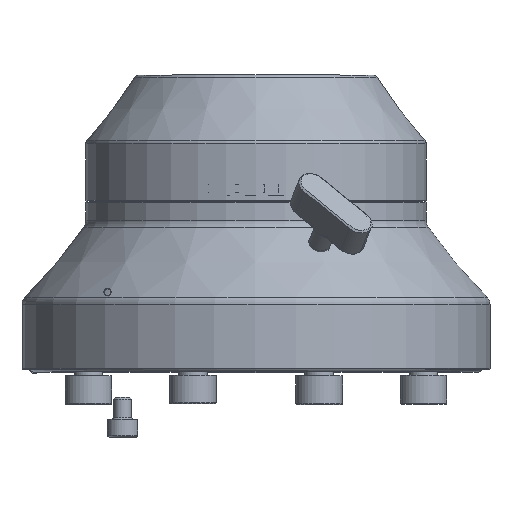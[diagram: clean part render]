
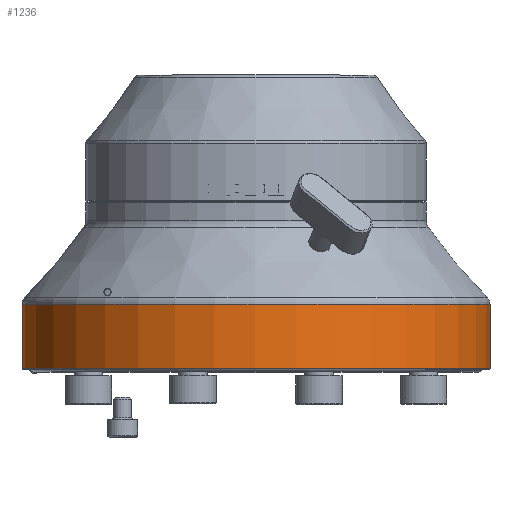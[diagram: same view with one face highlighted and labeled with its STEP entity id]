
A CAD part, top view. The second image highlights one B-rep face of the part: STEP entity #1236.
In plain terms, the highlighted cylindrical face has radius 65 mm (diameter 130 mm), a full revolution.
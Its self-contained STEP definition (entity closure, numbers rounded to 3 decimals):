
#430 = DIRECTION ( 'NONE',  ( 0., -1., 0. ) ) ;
#449 = DIRECTION ( 'NONE',  ( 0., 1., 0. ) ) ;
#818 = EDGE_CURVE ( 'NONE', #2006, #2006, #2905, .T. ) ;
#1140 = AXIS2_PLACEMENT_3D ( 'NONE', #8966, #9685, #3440 ) ;
#1236 = ADVANCED_FACE ( 'NONE', ( #4529, #6801 ), #2105, .T. ) ;
#1296 = DIRECTION ( 'NONE',  ( 0., 0., -1. ) ) ;
#1591 = CARTESIAN_POINT ( 'NONE',  ( 0., 0.2, -65. ) ) ;
#1762 = EDGE_LOOP ( 'NONE', ( #9197 ) ) ;
#2006 = VERTEX_POINT ( 'NONE', #5089 ) ;
#2105 = CYLINDRICAL_SURFACE ( 'NONE', #6701, 65. ) ;
#2905 = CIRCLE ( 'NONE', #1140, 65. ) ;
#3440 = DIRECTION ( 'NONE',  ( 0., 0., -1. ) ) ;
#3534 = DIRECTION ( 'NONE',  ( 0., 0., -1. ) ) ;
#4529 = FACE_OUTER_BOUND ( 'NONE', #1762, .T. ) ;
#4681 = EDGE_LOOP ( 'NONE', ( #7880 ) ) ;
#5089 = CARTESIAN_POINT ( 'NONE',  ( 0., 18., -65. ) ) ;
#5231 = CARTESIAN_POINT ( 'NONE',  ( 0., 0., 0. ) ) ;
#5638 = VERTEX_POINT ( 'NONE', #1591 ) ;
#6145 = CIRCLE ( 'NONE', #6943, 65. ) ;
#6701 = AXIS2_PLACEMENT_3D ( 'NONE', #5231, #430, #1296 ) ;
#6801 = FACE_OUTER_BOUND ( 'NONE', #4681, .T. ) ;
#6943 = AXIS2_PLACEMENT_3D ( 'NONE', #7383, #449, #3534 ) ;
#7383 = CARTESIAN_POINT ( 'NONE',  ( 0., 0.2, 0. ) ) ;
#7880 = ORIENTED_EDGE ( 'NONE', *, *, #818, .T. ) ;
#8966 = CARTESIAN_POINT ( 'NONE',  ( 0., 18., 0. ) ) ;
#9197 = ORIENTED_EDGE ( 'NONE', *, *, #9237, .T. ) ;
#9237 = EDGE_CURVE ( 'NONE', #5638, #5638, #6145, .T. ) ;
#9685 = DIRECTION ( 'NONE',  ( 0., -1., 0. ) ) ;
